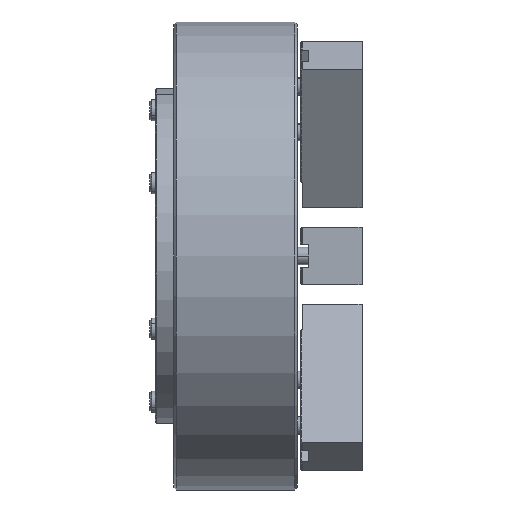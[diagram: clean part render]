
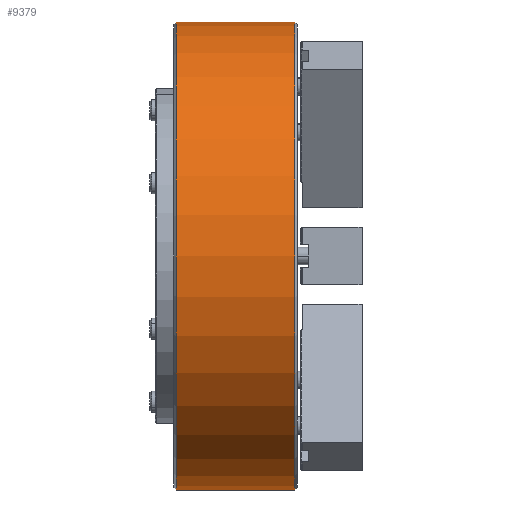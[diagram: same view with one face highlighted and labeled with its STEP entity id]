
A CAD part, front view. The second image highlights one B-rep face of the part: STEP entity #9379.
In plain terms, the highlighted cylindrical face has radius 265 mm (diameter 530 mm), a partial arc.
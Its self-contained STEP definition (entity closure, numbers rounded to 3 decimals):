
#2454 = DIRECTION ( 'NONE',  ( 0., 0., 1. ) ) ;
#2616 = VERTEX_POINT ( 'NONE', #33063 ) ;
#2685 = ORIENTED_EDGE ( 'NONE', *, *, #27007, .T. ) ;
#3858 = AXIS2_PLACEMENT_3D ( 'NONE', #37343, #19902, #2454 ) ;
#4126 = CARTESIAN_POINT ( 'NONE',  ( 329.829, 0., 0. ) ) ;
#7648 = AXIS2_PLACEMENT_3D ( 'NONE', #31183, #13689, #34105 ) ;
#7739 = LINE ( 'NONE', #16936, #22387 ) ;
#9156 = CYLINDRICAL_SURFACE ( 'NONE', #20756, 265. ) ;
#9379 = ADVANCED_FACE ( 'NONE', ( #32472 ), #9156, .T. ) ;
#11163 = DIRECTION ( 'NONE',  ( 1., 0., 0. ) ) ;
#12449 = EDGE_CURVE ( 'NONE', #31936, #24807, #7739, .T. ) ;
#13451 = CARTESIAN_POINT ( 'NONE',  ( 3., 0., -265. ) ) ;
#13689 = DIRECTION ( 'NONE',  ( -1., 0., 0. ) ) ;
#14371 = CIRCLE ( 'NONE', #7648, 265. ) ;
#15294 = EDGE_CURVE ( 'NONE', #2616, #24807, #14371, .T. ) ;
#16936 = CARTESIAN_POINT ( 'NONE',  ( 329.829, 0., 265. ) ) ;
#18737 = ORIENTED_EDGE ( 'NONE', *, *, #12449, .F. ) ;
#19902 = DIRECTION ( 'NONE',  ( 1., 0., 0. ) ) ;
#20096 = VERTEX_POINT ( 'NONE', #13451 ) ;
#20756 = AXIS2_PLACEMENT_3D ( 'NONE', #4126, #27354, #24518 ) ;
#21337 = LINE ( 'NONE', #36910, #29084 ) ;
#21863 = CARTESIAN_POINT ( 'NONE',  ( 137., 0., 265. ) ) ;
#22387 = VECTOR ( 'NONE', #11163, 1000. ) ;
#24518 = DIRECTION ( 'NONE',  ( 0., 0., -1. ) ) ;
#24807 = VERTEX_POINT ( 'NONE', #21863 ) ;
#25848 = CIRCLE ( 'NONE', #3858, 265. ) ;
#26203 = EDGE_CURVE ( 'NONE', #20096, #2616, #21337, .T. ) ;
#27007 = EDGE_CURVE ( 'NONE', #31936, #20096, #25848, .T. ) ;
#27354 = DIRECTION ( 'NONE',  ( 1., 0., 0. ) ) ;
#28096 = ORIENTED_EDGE ( 'NONE', *, *, #26203, .T. ) ;
#29084 = VECTOR ( 'NONE', #34120, 1000. ) ;
#31183 = CARTESIAN_POINT ( 'NONE',  ( 137., 0., 0. ) ) ;
#31890 = EDGE_LOOP ( 'NONE', ( #18737, #2685, #28096, #33604 ) ) ;
#31936 = VERTEX_POINT ( 'NONE', #34340 ) ;
#32472 = FACE_OUTER_BOUND ( 'NONE', #31890, .T. ) ;
#33063 = CARTESIAN_POINT ( 'NONE',  ( 137., 0., -265. ) ) ;
#33604 = ORIENTED_EDGE ( 'NONE', *, *, #15294, .T. ) ;
#34105 = DIRECTION ( 'NONE',  ( 0., 0., -1. ) ) ;
#34120 = DIRECTION ( 'NONE',  ( 1., 0., 0. ) ) ;
#34340 = CARTESIAN_POINT ( 'NONE',  ( 3., 0., 265. ) ) ;
#36910 = CARTESIAN_POINT ( 'NONE',  ( 329.829, 0., -265. ) ) ;
#37343 = CARTESIAN_POINT ( 'NONE',  ( 3., 0., 0. ) ) ;
